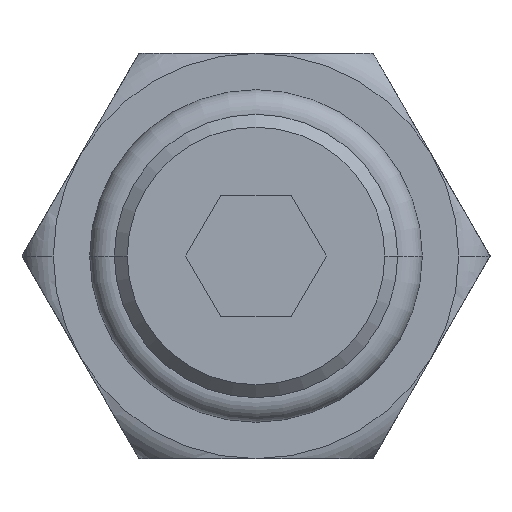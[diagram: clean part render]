
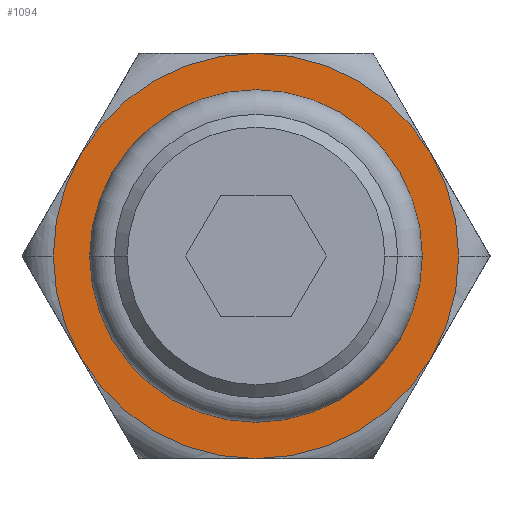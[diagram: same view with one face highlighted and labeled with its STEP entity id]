
A CAD part, front view. The second image highlights one B-rep face of the part: STEP entity #1094.
In plain terms, the highlighted planar face has unit normal (0, -1, 0).
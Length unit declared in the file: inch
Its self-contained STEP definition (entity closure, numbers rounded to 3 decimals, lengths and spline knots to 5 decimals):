
#245=CARTESIAN_POINT('',(0.,-0.046,0.));
#246=DIRECTION('',(0.,1.,0.));
#247=DIRECTION('',(1.,0.,0.));
#248=AXIS2_PLACEMENT_3D('',#245,#246,#247);
#250=CARTESIAN_POINT('',(0.,-0.046,0.));
#251=DIRECTION('',(0.,-1.,0.));
#252=DIRECTION('',(1.,0.,0.));
#253=AXIS2_PLACEMENT_3D('',#250,#251,#252);
#255=CARTESIAN_POINT('',(0.,-0.046,0.));
#256=DIRECTION('',(0.,-1.,0.));
#257=DIRECTION('',(1.,0.,0.));
#258=AXIS2_PLACEMENT_3D('',#255,#256,#257);
#260=CARTESIAN_POINT('',(0.,-0.046,0.));
#261=DIRECTION('',(0.,1.,0.));
#262=DIRECTION('',(1.,0.,0.));
#263=AXIS2_PLACEMENT_3D('',#260,#261,#262);
#878=CARTESIAN_POINT('',(0.3125,-0.046,0.));
#880=VERTEX_POINT('',#878);
#882=CARTESIAN_POINT('',(-0.3125,-0.046,0.));
#884=VERTEX_POINT('',#882);
#890=CARTESIAN_POINT('',(0.1845,-0.046,0.));
#891=CARTESIAN_POINT('',(-0.1845,-0.046,0.));
#892=VERTEX_POINT('',#890);
#893=VERTEX_POINT('',#891);
#1079=CARTESIAN_POINT('',(0.,-0.046,0.));
#1080=DIRECTION('',(0.,-1.,0.));
#1081=DIRECTION('',(-1.,0.,0.));
#1082=AXIS2_PLACEMENT_3D('',#1079,#1080,#1081);
#1083=PLANE('',#1082);
#1084=ORIENTED_EDGE('',*,*,#1061,.T.);
#1085=ORIENTED_EDGE('',*,*,#1072,.F.);
#1086=EDGE_LOOP('',(#1084,#1085));
#1087=FACE_OUTER_BOUND('',#1086,.F.);
#1089=ORIENTED_EDGE('',*,*,#1088,.T.);
#1091=ORIENTED_EDGE('',*,*,#1090,.F.);
#1092=EDGE_LOOP('',(#1089,#1091));
#1093=FACE_BOUND('',#1092,.F.);
#1094=ADVANCED_FACE('',(#1087,#1093),#1083,.T.);
#249=CIRCLE('',#248,0.3125);
#254=CIRCLE('',#253,0.3125);
#259=CIRCLE('',#258,0.1845);
#264=CIRCLE('',#263,0.1845);
#1061=EDGE_CURVE('',#880,#884,#249,.T.);
#1072=EDGE_CURVE('',#880,#884,#254,.T.);
#1088=EDGE_CURVE('',#892,#893,#259,.T.);
#1090=EDGE_CURVE('',#892,#893,#264,.T.);
